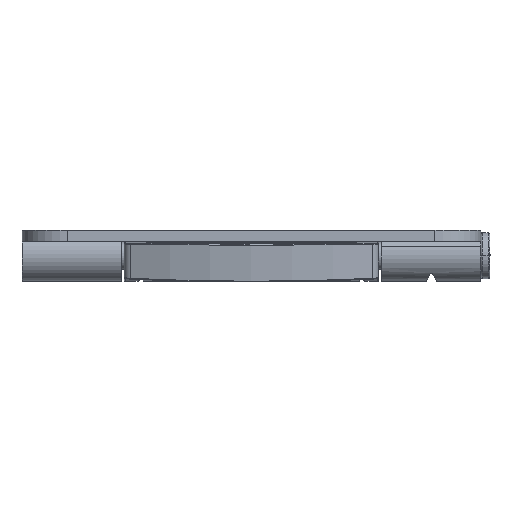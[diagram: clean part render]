
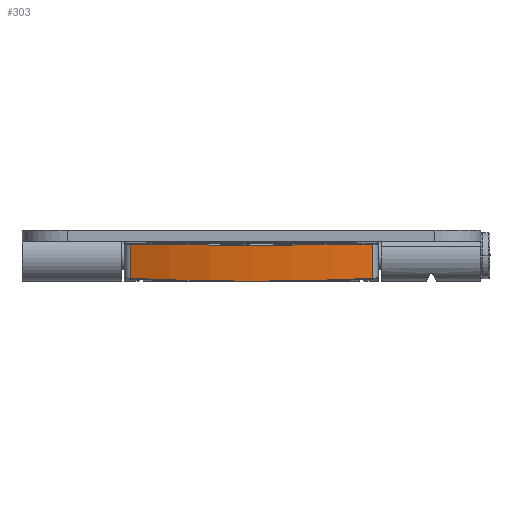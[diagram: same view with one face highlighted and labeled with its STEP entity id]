
A CAD part, front view. The second image highlights one B-rep face of the part: STEP entity #303.
In plain terms, the highlighted cylindrical face has radius 38.189 mm (diameter 76.378 mm), a partial arc.
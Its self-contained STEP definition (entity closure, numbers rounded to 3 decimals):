
#303=ADVANCED_FACE('',(#786),#7065,.T.);
#786=FACE_OUTER_BOUND('',#1277,.T.);
#1277=EDGE_LOOP('',(#2216,#2217,#2218,#2219,#2220,#2221));
#2216=ORIENTED_EDGE('',*,*,#4293,.F.);
#2217=ORIENTED_EDGE('',*,*,#4289,.F.);
#2218=ORIENTED_EDGE('',*,*,#4502,.F.);
#2219=ORIENTED_EDGE('',*,*,#4471,.F.);
#2220=ORIENTED_EDGE('',*,*,#4469,.F.);
#2221=ORIENTED_EDGE('',*,*,#4457,.F.);
#4289=EDGE_CURVE('',#6053,#6057,#7174,.T.);
#4293=EDGE_CURVE('',#6057,#6054,#7176,.T.);
#4457=EDGE_CURVE('',#6054,#6109,#8091,.T.);
#4469=EDGE_CURVE('',#6109,#6141,#7217,.T.);
#4471=EDGE_CURVE('',#6141,#6137,#7219,.T.);
#4502=EDGE_CURVE('',#6137,#6053,#8109,.T.);
#6053=VERTEX_POINT('',#15079);
#6054=VERTEX_POINT('',#15080);
#6057=VERTEX_POINT('',#15083);
#6109=VERTEX_POINT('',#15135);
#6137=VERTEX_POINT('',#15163);
#6141=VERTEX_POINT('',#15167);
#7065=CYLINDRICAL_SURFACE('',#9158,38.189);
#7174=(
BOUNDED_CURVE()
B_SPLINE_CURVE(3,(#15316,#15317,#15318,#15319),.UNSPECIFIED.,.F.,.F.)
B_SPLINE_CURVE_WITH_KNOTS((4,4),(2.789,3.142),
 .UNSPECIFIED.)
CURVE()
GEOMETRIC_REPRESENTATION_ITEM()
RATIONAL_B_SPLINE_CURVE((1.,0.99,0.99,1.))
REPRESENTATION_ITEM('')
);
#7176=(
BOUNDED_CURVE()
B_SPLINE_CURVE(3,(#15330,#15331,#15332,#15333),.UNSPECIFIED.,.F.,.F.)
B_SPLINE_CURVE_WITH_KNOTS((4,4),(3.142,3.494),
 .UNSPECIFIED.)
CURVE()
GEOMETRIC_REPRESENTATION_ITEM()
RATIONAL_B_SPLINE_CURVE((1.,0.99,0.99,1.))
REPRESENTATION_ITEM('')
);
#7217=(
BOUNDED_CURVE()
B_SPLINE_CURVE(3,(#15845,#15846,#15847,#15848),.UNSPECIFIED.,.F.,.F.)
B_SPLINE_CURVE_WITH_KNOTS((4,4),(5.93,6.283),
 .UNSPECIFIED.)
CURVE()
GEOMETRIC_REPRESENTATION_ITEM()
RATIONAL_B_SPLINE_CURVE((1.,0.99,0.99,1.))
REPRESENTATION_ITEM('')
);
#7219=(
BOUNDED_CURVE()
B_SPLINE_CURVE(3,(#15853,#15854,#15855,#15856),.UNSPECIFIED.,.F.,.F.)
B_SPLINE_CURVE_WITH_KNOTS((4,4),(6.283,6.636),
 .UNSPECIFIED.)
CURVE()
GEOMETRIC_REPRESENTATION_ITEM()
RATIONAL_B_SPLINE_CURVE((1.,0.99,0.99,1.))
REPRESENTATION_ITEM('')
);
#8091=B_SPLINE_CURVE_WITH_KNOTS('',1,(#15812,#15813),.UNSPECIFIED.,.F.,
 .F.,(2,2),(0.,0.004),.UNSPECIFIED.);
#8109=B_SPLINE_CURVE_WITH_KNOTS('',1,(#15938,#15939),.UNSPECIFIED.,.F.,
 .F.,(2,2),(0.,0.004),.UNSPECIFIED.);
#9158=AXIS2_PLACEMENT_3D('',#15006,#9698,$);
#9698=DIRECTION('',(0.,-0.087,0.996));
#15006=CARTESIAN_POINT('',(-0.436,-233.879,-0.327));
#15079=CARTESIAN_POINT('',(12.76,-269.422,-5.251));
#15080=CARTESIAN_POINT('',(-13.631,-269.422,-5.251));
#15083=CARTESIAN_POINT('',(-0.436,-271.756,-5.565));
#15135=CARTESIAN_POINT('',(-13.631,-269.746,-1.542));
#15163=CARTESIAN_POINT('',(12.76,-269.746,-1.542));
#15167=CARTESIAN_POINT('',(-0.436,-272.099,-1.639));
#15316=CARTESIAN_POINT('',(12.76,-269.422,-5.251));
#15317=CARTESIAN_POINT('',(8.524,-270.97,-5.459));
#15318=CARTESIAN_POINT('',(4.079,-271.756,-5.565));
#15319=CARTESIAN_POINT('',(-0.436,-271.756,-5.565));
#15330=CARTESIAN_POINT('',(-0.436,-271.756,-5.565));
#15331=CARTESIAN_POINT('',(-4.95,-271.756,-5.565));
#15332=CARTESIAN_POINT('',(-9.395,-270.97,-5.459));
#15333=CARTESIAN_POINT('',(-13.631,-269.422,-5.251));
#15812=CARTESIAN_POINT('',(-13.631,-269.422,-5.251));
#15813=CARTESIAN_POINT('',(-13.631,-269.746,-1.542));
#15845=CARTESIAN_POINT('',(-13.631,-269.746,-1.542));
#15846=CARTESIAN_POINT('',(-9.395,-271.307,-1.606));
#15847=CARTESIAN_POINT('',(-4.95,-272.099,-1.639));
#15848=CARTESIAN_POINT('',(-0.436,-272.099,-1.639));
#15853=CARTESIAN_POINT('',(-0.436,-272.099,-1.639));
#15854=CARTESIAN_POINT('',(4.079,-272.099,-1.639));
#15855=CARTESIAN_POINT('',(8.524,-271.307,-1.606));
#15856=CARTESIAN_POINT('',(12.76,-269.746,-1.542));
#15938=CARTESIAN_POINT('',(12.76,-269.746,-1.542));
#15939=CARTESIAN_POINT('',(12.76,-269.422,-5.251));
